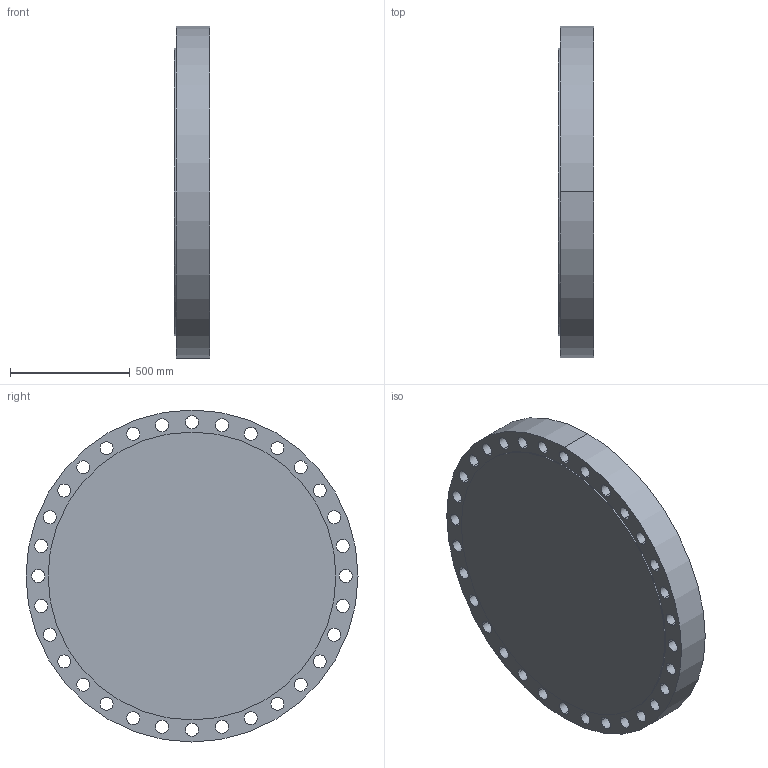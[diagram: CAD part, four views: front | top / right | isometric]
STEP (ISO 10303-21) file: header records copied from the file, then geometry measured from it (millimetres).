
FILE_DESCRIPTION (( 'STEP AP203' ), '1' );
FILE_NAME ('44_400_B1647A_RF_BLF.STEP', '2024-01-12T20:44:28', ( '' ), ( '' ), 'SwSTEP 2.0', 'SolidWorks 2023', '' );
FILE_SCHEMA (( 'CONFIG_CONTROL_DESIGN' ));
Length unit declared in the file: inch
Products named in the file (1): 44_400_B1647A_RF_BLF
Bounding box: 146.05 x 1384.3 x 1384.3 mm (x, y, z)
Volume: 207209940 mm3; surface area: 4253175.9 mm2
Topology: 1 solids, 1 shells, 71 faces, 204 edges, 136 vertices
Faces by surface type: cylinder 68, plane 3
Entity records: 2621 total; most frequent: DIRECTION 484, CARTESIAN_POINT 412, ORIENTED_EDGE 408, AXIS2_PLACEMENT_3D 208, EDGE_CURVE 204, VERTEX_POINT 136, EDGE_LOOP 136, CIRCLE 136
